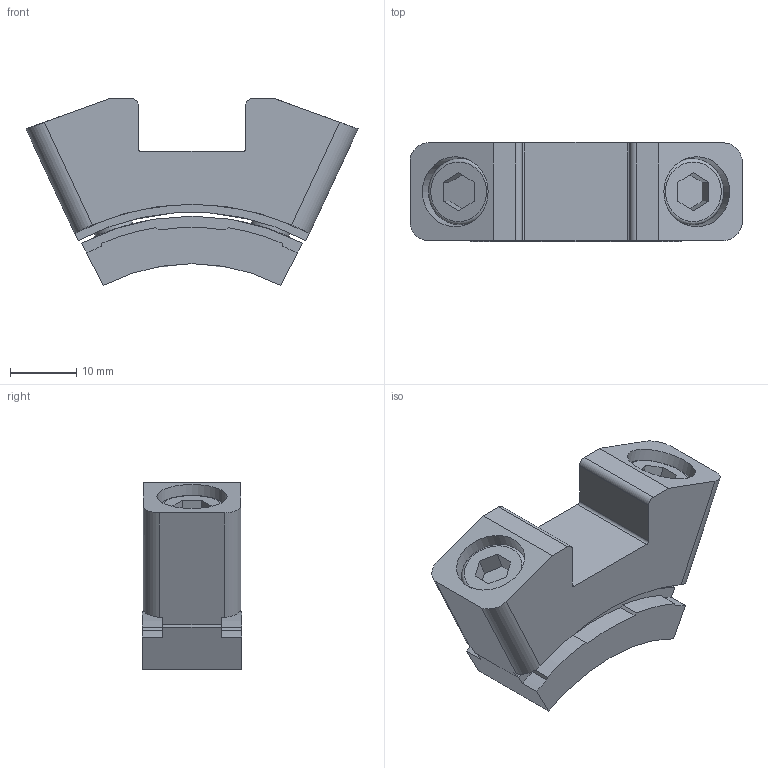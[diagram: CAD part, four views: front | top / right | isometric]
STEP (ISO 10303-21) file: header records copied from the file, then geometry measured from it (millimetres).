
FILE_DESCRIPTION(/* description */ ('STEP AP214'),/* implementation_level */ '2;1');
FILE_NAME(/* name */ '1535091_DADL-EC-Q11-35_40',/* time_stamp */ '2024-08-12T18:18:00+02:00',/* author */ ('License CC BY-ND 4.0'),/* organization */ ('CADENAS'),/* preprocessor_version */ 'ST-DEVELOPER v19.3',/* originating_system */ 'PARTsolutions',/* authorisation */ ' ');
FILE_SCHEMA (('AUTOMOTIVE_DESIGN {1 0 10303 214 3 1 1}'));
Length unit declared in the file: millimetre
Products named in the file (1): 1535091 DADL-EC-Q11-35/40
Bounding box: 50.26 x 15 x 28.28 mm (x, y, z)
Volume: 11913.9 mm3; surface area: 5971 mm2
Topology: 1 solids, 1 shells, 94 faces, 244 edges, 162 vertices
Faces by surface type: plane 49, cylinder 41, cone 2, torus 2
Full cylindrical faces by diameter (mm): 6 x4, 10 x2, 10.6 x2
Entity records: 2880 total; most frequent: CARTESIAN_POINT 617, ORIENTED_EDGE 452, DIRECTION 450, EDGE_CURVE 226, VERTEX_POINT 156, AXIS2_PLACEMENT_3D 155, LINE 140, VECTOR 140
